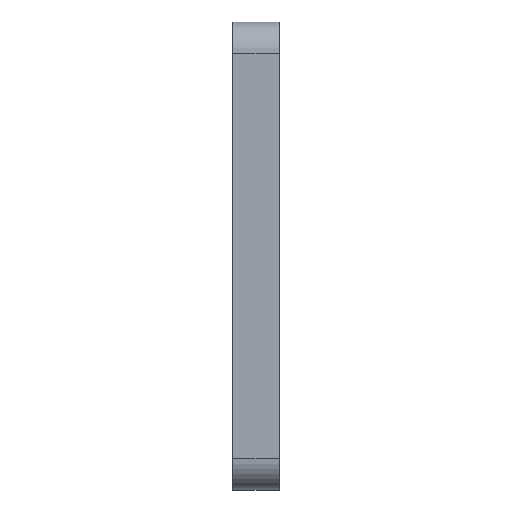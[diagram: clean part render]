
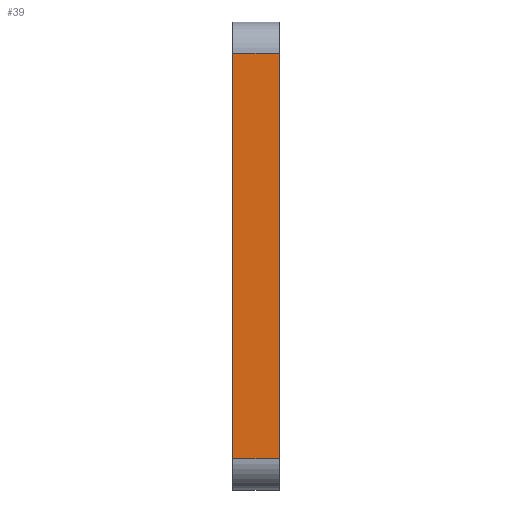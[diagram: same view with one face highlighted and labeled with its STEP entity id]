
A CAD part, left-side view. The second image highlights one B-rep face of the part: STEP entity #39.
In plain terms, the highlighted planar face has unit normal (-1, 0, 0).
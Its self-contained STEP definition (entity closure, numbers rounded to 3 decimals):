
#39 = ADVANCED_FACE ( 'NONE', ( #1814 ), #1678, .F. ) ;
#58 = EDGE_CURVE ( 'NONE', #1780, #138, #1143, .T. ) ;
#69 = DIRECTION ( 'NONE',  ( 0., 1., 0. ) ) ;
#90 = ORIENTED_EDGE ( 'NONE', *, *, #1057, .T. ) ;
#138 = VERTEX_POINT ( 'NONE', #306 ) ;
#221 = VECTOR ( 'NONE', #1626, 1000. ) ;
#286 = CARTESIAN_POINT ( 'NONE',  ( 0., 0., 75. ) ) ;
#295 = VECTOR ( 'NONE', #911, 1000. ) ;
#306 = CARTESIAN_POINT ( 'NONE',  ( 0., 0., 65. ) ) ;
#419 = ORIENTED_EDGE ( 'NONE', *, *, #58, .T. ) ;
#444 = DIRECTION ( 'NONE',  ( 0., 0., -1. ) ) ;
#465 = CARTESIAN_POINT ( 'NONE',  ( 0., 15., 65. ) ) ;
#554 = LINE ( 'NONE', #1321, #221 ) ;
#750 = DIRECTION ( 'NONE',  ( 1., 0., 0. ) ) ;
#762 = VERTEX_POINT ( 'NONE', #926 ) ;
#801 = VERTEX_POINT ( 'NONE', #465 ) ;
#835 = ORIENTED_EDGE ( 'NONE', *, *, #1216, .T. ) ;
#907 = EDGE_LOOP ( 'NONE', ( #419, #90, #1782, #835 ) ) ;
#911 = DIRECTION ( 'NONE',  ( 0., 0., 1. ) ) ;
#926 = CARTESIAN_POINT ( 'NONE',  ( 0., 15., -65. ) ) ;
#1057 = EDGE_CURVE ( 'NONE', #138, #801, #1375, .T. ) ;
#1100 = DIRECTION ( 'NONE',  ( 0., -1., 0. ) ) ;
#1113 = VECTOR ( 'NONE', #69, 1000. ) ;
#1121 = AXIS2_PLACEMENT_3D ( 'NONE', #1959, #750, #444 ) ;
#1143 = LINE ( 'NONE', #286, #295 ) ;
#1216 = EDGE_CURVE ( 'NONE', #762, #1780, #1951, .T. ) ;
#1321 = CARTESIAN_POINT ( 'NONE',  ( 0., 15., 75. ) ) ;
#1375 = LINE ( 'NONE', #1765, #1113 ) ;
#1478 = EDGE_CURVE ( 'NONE', #762, #801, #554, .T. ) ;
#1546 = CARTESIAN_POINT ( 'NONE',  ( 0., 0., -65. ) ) ;
#1549 = CARTESIAN_POINT ( 'NONE',  ( 0., 15., -65. ) ) ;
#1626 = DIRECTION ( 'NONE',  ( 0., 0., 1. ) ) ;
#1678 = PLANE ( 'NONE',  #1121 ) ;
#1765 = CARTESIAN_POINT ( 'NONE',  ( 0., 15., 65. ) ) ;
#1780 = VERTEX_POINT ( 'NONE', #1546 ) ;
#1782 = ORIENTED_EDGE ( 'NONE', *, *, #1478, .F. ) ;
#1814 = FACE_OUTER_BOUND ( 'NONE', #907, .T. ) ;
#1903 = VECTOR ( 'NONE', #1100, 1000. ) ;
#1951 = LINE ( 'NONE', #1549, #1903 ) ;
#1959 = CARTESIAN_POINT ( 'NONE',  ( 0., 15., 75. ) ) ;
